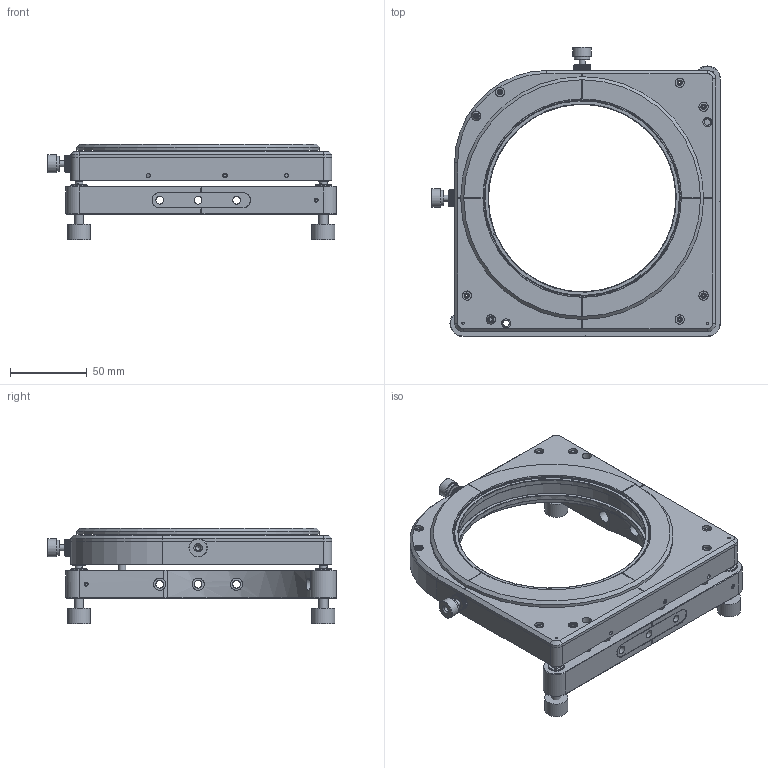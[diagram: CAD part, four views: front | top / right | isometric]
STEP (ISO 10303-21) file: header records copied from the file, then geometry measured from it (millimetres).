
FILE_DESCRIPTION (( 'STEP AP203' ), '1' );
FILE_NAME ('521908.STEP', '2024-05-22T06:57:30', ( 'Windows User' ), ( 'P R C' ), 'SwSTEP 2.0', 'SolidWorks 2020', '' );
FILE_SCHEMA (( 'CONFIG_CONTROL_DESIGN' ));
Length unit declared in the file: millimetre
Products named in the file (1): 521908
Bounding box: 188 x 188 x 62.08 mm (x, y, z)
Surface area: 125617.1 mm2 (no closed solid volume)
Topology: 0 solids, 46 shells, 975 faces, 2771 edges, 1832 vertices
Faces by surface type: plane 494, cylinder 269, cone 203, bspline 5, sphere 3, torus 1
Full cylindrical faces by diameter (mm): 1.5 x10, 1.8 x2, 2 x2, 2.5 x5, 3 x2, 3.4 x6, 3.5 x2, 4 x2, 5 x10, 5.5 x3, 6 x13, 6.5 x8, 8 x6, 8.8 x1, 9.5 x3, 10 x2, 10.5 x3, 11 x2, 12 x2, 15 x3, 122 x2, 127 x3, 129 x1, 134 x1, 158 x1
Entity records: 58867 total; most frequent: CARTESIAN_POINT 35833, ORIENTED_EDGE 4726, DIRECTION 4262, EDGE_CURVE 2558, VERTEX_POINT 1765, AXIS2_PLACEMENT_3D 1686, EDGE_LOOP 1258, FACE_OUTER_BOUND 1069
